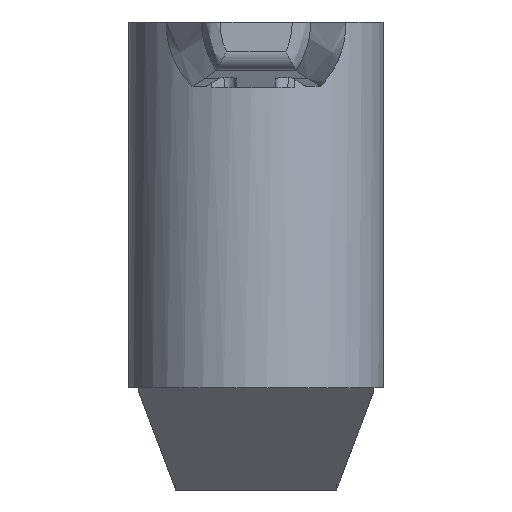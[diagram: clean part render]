
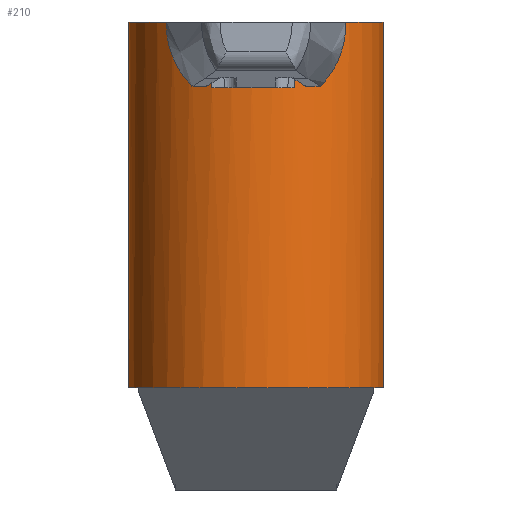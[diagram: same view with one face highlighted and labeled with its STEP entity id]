
A CAD part, front view. The second image highlights one B-rep face of the part: STEP entity #210.
In plain terms, the highlighted cylindrical face has radius 5.232 mm (diameter 10.465 mm), a full revolution.
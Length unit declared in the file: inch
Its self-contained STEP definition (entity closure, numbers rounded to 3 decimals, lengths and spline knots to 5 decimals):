
#210=ADVANCED_FACE('',(#282,#283),#260,.T.);
#260=CYLINDRICAL_SURFACE('',#1065,0.206);
#268=ELLIPSE('',#1061,5.90266,0.206);
#269=ELLIPSE('',#1062,0.206,0.206);
#270=ELLIPSE('',#1063,5.90266,0.206);
#282=FACE_BOUND('',#288,.T.);
#283=FACE_BOUND('',#289,.T.);
#288=EDGE_LOOP('',(#353,#354,#355,#356));
#289=EDGE_LOOP('',(#357,#358,#359,#360));
#341=CIRCLE('',#1059,0.206);
#342=CIRCLE('',#1060,0.206);
#343=CIRCLE('',#1064,0.206);
#353=ORIENTED_EDGE('',*,*,#723,.T.);
#354=ORIENTED_EDGE('',*,*,#724,.T.);
#355=ORIENTED_EDGE('',*,*,#725,.T.);
#356=ORIENTED_EDGE('',*,*,#726,.T.);
#357=ORIENTED_EDGE('',*,*,#727,.T.);
#358=ORIENTED_EDGE('',*,*,#728,.F.);
#359=ORIENTED_EDGE('',*,*,#729,.F.);
#360=ORIENTED_EDGE('',*,*,#730,.F.);
#631=VERTEX_POINT('',#1378);
#632=VERTEX_POINT('',#1379);
#633=VERTEX_POINT('',#1381);
#634=VERTEX_POINT('',#1383);
#635=VERTEX_POINT('',#1386);
#636=VERTEX_POINT('',#1387);
#637=VERTEX_POINT('',#1389);
#638=VERTEX_POINT('',#1391);
#723=EDGE_CURVE('',#631,#632,#862,.T.);
#724=EDGE_CURVE('',#632,#633,#341,.T.);
#725=EDGE_CURVE('',#633,#634,#863,.T.);
#726=EDGE_CURVE('',#634,#631,#342,.T.);
#727=EDGE_CURVE('',#635,#636,#268,.T.);
#728=EDGE_CURVE('',#637,#636,#269,.T.);
#729=EDGE_CURVE('',#638,#637,#270,.T.);
#730=EDGE_CURVE('',#635,#638,#343,.T.);
#862=LINE('',#1377,#959);
#863=LINE('',#1382,#960);
#959=VECTOR('',#1133,1.);
#960=VECTOR('',#1136,1.);
#1059=AXIS2_PLACEMENT_3D('',#1380,#1134,#1135);
#1060=AXIS2_PLACEMENT_3D('',#1384,#1137,#1138);
#1061=AXIS2_PLACEMENT_3D('',#1385,#1139,#1140);
#1062=AXIS2_PLACEMENT_3D('',#1388,#1141,#1142);
#1063=AXIS2_PLACEMENT_3D('',#1390,#1143,#1144);
#1064=AXIS2_PLACEMENT_3D('',#1392,#1145,#1146);
#1065=AXIS2_PLACEMENT_3D('',#1393,#1147,#1148);
#1133=DIRECTION('',(0.,0.,1.));
#1134=DIRECTION('',(0.,0.,1.));
#1135=DIRECTION('',(1.,0.,0.));
#1136=DIRECTION('',(0.,0.,-1.));
#1137=DIRECTION('',(0.,0.,1.));
#1138=DIRECTION('',(1.,0.,0.));
#1139=DIRECTION('',(0.999,0.,-0.035));
#1140=DIRECTION('',(0.035,0.,0.999));
#1141=DIRECTION('',(0.,0.001,1.));
#1142=DIRECTION('',(0.,-1.,0.001));
#1143=DIRECTION('',(0.999,0.,0.035));
#1144=DIRECTION('',(-0.035,0.,0.999));
#1145=DIRECTION('',(0.,0.,1.));
#1146=DIRECTION('',(1.,0.,0.));
#1147=DIRECTION('',(0.,0.,1.));
#1148=DIRECTION('',(1.,0.,0.));
#1377=CARTESIAN_POINT('',(0.3507,1.48942,0.00161));
#1378=CARTESIAN_POINT('',(0.3507,1.48942,0.00161));
#1379=CARTESIAN_POINT('',(0.3507,1.48942,0.06161));
#1380=CARTESIAN_POINT('',(0.1607,1.40982,0.06161));
#1381=CARTESIAN_POINT('',(-0.0293,1.48942,0.06161));
#1382=CARTESIAN_POINT('',(-0.0293,1.48942,0.00161));
#1383=CARTESIAN_POINT('',(-0.0293,1.48942,0.00161));
#1384=CARTESIAN_POINT('',(0.1607,1.40982,0.00161));
#1385=CARTESIAN_POINT('',(0.1607,1.40982,-1.26933));
#1386=CARTESIAN_POINT('',(0.22568,1.21434,0.59161));
#1387=CARTESIAN_POINT('',(0.22199,1.21315,0.48604));
#1388=CARTESIAN_POINT('',(0.1607,1.40982,0.48577));
#1389=CARTESIAN_POINT('',(0.0894,1.21655,0.48604));
#1390=CARTESIAN_POINT('',(0.1607,1.40982,-1.5557));
#1391=CARTESIAN_POINT('',(0.08571,1.21795,0.59161));
#1392=CARTESIAN_POINT('',(0.1607,1.40982,0.59161));
#1393=CARTESIAN_POINT('',(0.1607,1.40982,0.00161));
